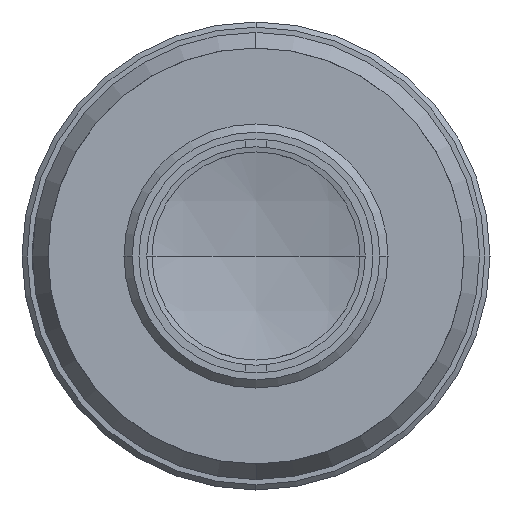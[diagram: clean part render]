
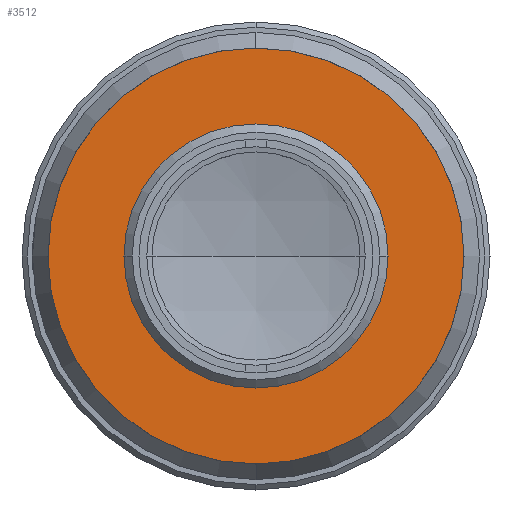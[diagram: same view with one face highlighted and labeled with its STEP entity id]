
A CAD part, left-side view. The second image highlights one B-rep face of the part: STEP entity #3512.
In plain terms, the highlighted planar face has unit normal (-1, 0, 0).
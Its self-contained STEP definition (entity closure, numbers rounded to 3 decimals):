
#35 = VERTEX_POINT ( 'NONE', #3990 ) ;
#232 = FACE_BOUND ( 'NONE', #3656, .T. ) ;
#267 = DIRECTION ( 'NONE',  ( 0., -0.177, -0.984 ) ) ;
#327 = VERTEX_POINT ( 'NONE', #2320 ) ;
#482 = DIRECTION ( 'NONE',  ( 1., 0., 0. ) ) ;
#546 = CIRCLE ( 'NONE', #4251, 20. ) ;
#569 = AXIS2_PLACEMENT_3D ( 'NONE', #685, #3077, #1008 ) ;
#685 = CARTESIAN_POINT ( 'NONE',  ( -87.48, 0., 0. ) ) ;
#760 = EDGE_CURVE ( 'NONE', #35, #3592, #1726, .T. ) ;
#816 = AXIS2_PLACEMENT_3D ( 'NONE', #2548, #482, #2876 ) ;
#941 = ORIENTED_EDGE ( 'NONE', *, *, #760, .T. ) ;
#948 = DIRECTION ( 'NONE',  ( -1., 0., 0. ) ) ;
#984 = ORIENTED_EDGE ( 'NONE', *, *, #1548, .F. ) ;
#1008 = DIRECTION ( 'NONE',  ( 0., -0.177, -0.984 ) ) ;
#1112 = CIRCLE ( 'NONE', #3455, 20. ) ;
#1197 = ORIENTED_EDGE ( 'NONE', *, *, #4123, .F. ) ;
#1369 = CARTESIAN_POINT ( 'NONE',  ( -87.48, -3.533, -19.686 ) ) ;
#1548 = EDGE_CURVE ( 'NONE', #3635, #327, #1112, .T. ) ;
#1726 = CIRCLE ( 'NONE', #816, 12. ) ;
#1833 = CARTESIAN_POINT ( 'NONE',  ( -87.48, 0., 0. ) ) ;
#2165 = DIRECTION ( 'NONE',  ( 0., -0.177, -0.984 ) ) ;
#2320 = CARTESIAN_POINT ( 'NONE',  ( -87.48, 3.533, 19.686 ) ) ;
#2350 = DIRECTION ( 'NONE',  ( 1., 0., 0. ) ) ;
#2423 = EDGE_CURVE ( 'NONE', #3592, #35, #4447, .T. ) ;
#2548 = CARTESIAN_POINT ( 'NONE',  ( -87.48, 0., 0. ) ) ;
#2876 = DIRECTION ( 'NONE',  ( 0., -0.177, -0.984 ) ) ;
#2994 = CARTESIAN_POINT ( 'NONE',  ( -87.48, 11.811, -2.12 ) ) ;
#3077 = DIRECTION ( 'NONE',  ( 1., 0., 0. ) ) ;
#3096 = AXIS2_PLACEMENT_3D ( 'NONE', #2994, #948, #3367 ) ;
#3202 = EDGE_LOOP ( 'NONE', ( #984, #1197 ) ) ;
#3274 = ORIENTED_EDGE ( 'NONE', *, *, #2423, .T. ) ;
#3367 = DIRECTION ( 'NONE',  ( 0., 0.177, 0.984 ) ) ;
#3441 = CARTESIAN_POINT ( 'NONE',  ( -87.48, -2.12, -11.811 ) ) ;
#3455 = AXIS2_PLACEMENT_3D ( 'NONE', #1833, #4250, #2165 ) ;
#3512 = ADVANCED_FACE ( 'NONE', ( #232, #3780 ), #4018, .T. ) ;
#3592 = VERTEX_POINT ( 'NONE', #3441 ) ;
#3635 = VERTEX_POINT ( 'NONE', #1369 ) ;
#3656 = EDGE_LOOP ( 'NONE', ( #3274, #941 ) ) ;
#3780 = FACE_OUTER_BOUND ( 'NONE', #3202, .T. ) ;
#3990 = CARTESIAN_POINT ( 'NONE',  ( -87.48, 2.12, 11.811 ) ) ;
#4018 = PLANE ( 'NONE',  #3096 ) ;
#4123 = EDGE_CURVE ( 'NONE', #327, #3635, #546, .T. ) ;
#4250 = DIRECTION ( 'NONE',  ( 1., 0., 0. ) ) ;
#4251 = AXIS2_PLACEMENT_3D ( 'NONE', #4418, #2350, #267 ) ;
#4418 = CARTESIAN_POINT ( 'NONE',  ( -87.48, 0., 0. ) ) ;
#4447 = CIRCLE ( 'NONE', #569, 12. ) ;
